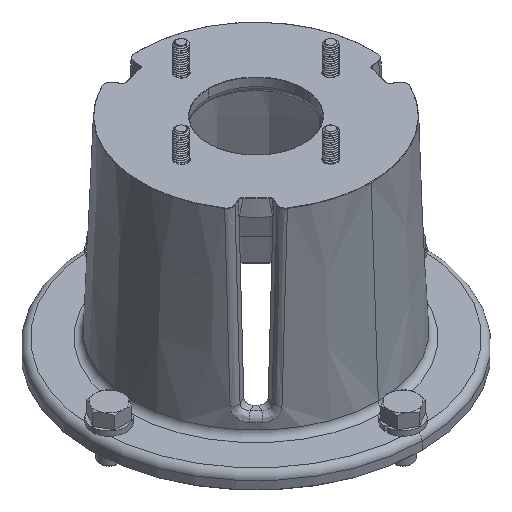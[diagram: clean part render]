
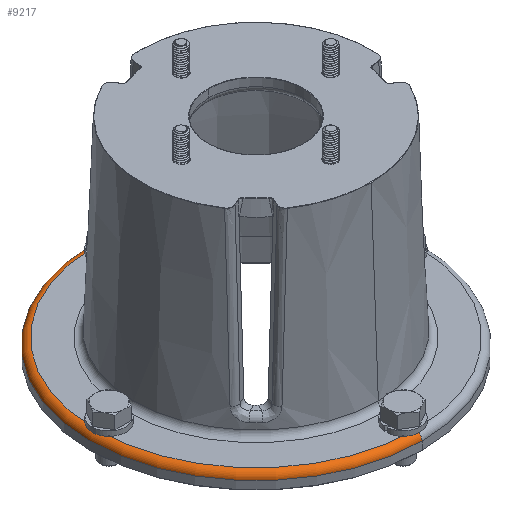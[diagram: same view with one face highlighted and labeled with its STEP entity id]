
A CAD part, isometric view. The second image highlights one B-rep face of the part: STEP entity #9217.
In plain terms, the highlighted toroidal (fillet/blend) face has major radius 81.026 mm and minor radius 3.302 mm.
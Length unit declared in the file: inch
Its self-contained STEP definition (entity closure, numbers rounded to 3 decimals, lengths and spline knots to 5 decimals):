
#550 = FACE_OUTER_BOUND ( 'NONE', #21582, .T. ) ;
#1048 = CIRCLE ( 'NONE', #26238, 0.13 ) ;
#2193 = AXIS2_PLACEMENT_3D ( 'NONE', #3258, #7780, #19304 ) ;
#2412 = CARTESIAN_POINT ( 'NONE',  ( 0., 0., 0.31 ) ) ;
#3258 = CARTESIAN_POINT ( 'NONE',  ( 0., 0., 0.18 ) ) ;
#4579 = EDGE_CURVE ( 'NONE', #18802, #8695, #8319, .T. ) ;
#4682 = DIRECTION ( 'NONE',  ( 0., 1., 0. ) ) ;
#5872 = CARTESIAN_POINT ( 'NONE',  ( 0., 0., 0.18 ) ) ;
#7738 = DIRECTION ( 'NONE',  ( -1., 0., 0. ) ) ;
#7780 = DIRECTION ( 'NONE',  ( 0., 0., -1. ) ) ;
#7843 = EDGE_CURVE ( 'NONE', #8695, #14139, #19389, .T. ) ;
#7991 = ORIENTED_EDGE ( 'NONE', *, *, #7843, .F. ) ;
#8200 = DIRECTION ( 'NONE',  ( 0., 1., 0. ) ) ;
#8319 = CIRCLE ( 'NONE', #28402, 0.13 ) ;
#8610 = ORIENTED_EDGE ( 'NONE', *, *, #4579, .F. ) ;
#8695 = VERTEX_POINT ( 'NONE', #10256 ) ;
#9217 = ADVANCED_FACE ( 'NONE', ( #550 ), #24122, .T. ) ;
#9961 = CIRCLE ( 'NONE', #17800, 3.19 ) ;
#10256 = CARTESIAN_POINT ( 'NONE',  ( 0., -3.32, 0.18 ) ) ;
#12959 = CARTESIAN_POINT ( 'NONE',  ( 0., -3.19, 0.18 ) ) ;
#14139 = VERTEX_POINT ( 'NONE', #19744 ) ;
#15296 = DIRECTION ( 'NONE',  ( 0., 1., 0. ) ) ;
#15558 = CARTESIAN_POINT ( 'NONE',  ( 0., 3.19, 0.31 ) ) ;
#16341 = EDGE_CURVE ( 'NONE', #16616, #18802, #9961, .T. ) ;
#16616 = VERTEX_POINT ( 'NONE', #15558 ) ;
#17800 = AXIS2_PLACEMENT_3D ( 'NONE', #2412, #18448, #4682 ) ;
#18448 = DIRECTION ( 'NONE',  ( 0., 0., 1. ) ) ;
#18802 = VERTEX_POINT ( 'NONE', #22939 ) ;
#19304 = DIRECTION ( 'NONE',  ( 0., 1., 0. ) ) ;
#19389 = CIRCLE ( 'NONE', #23995, 3.32 ) ;
#19744 = CARTESIAN_POINT ( 'NONE',  ( 0., 3.32, 0.18 ) ) ;
#21285 = ORIENTED_EDGE ( 'NONE', *, *, #27202, .T. ) ;
#21432 = CARTESIAN_POINT ( 'NONE',  ( 0., 3.19, 0.18 ) ) ;
#21582 = EDGE_LOOP ( 'NONE', ( #8610, #24791, #21285, #7991 ) ) ;
#21887 = DIRECTION ( 'NONE',  ( 0., 0., -1. ) ) ;
#22939 = CARTESIAN_POINT ( 'NONE',  ( 0., -3.19, 0.31 ) ) ;
#23720 = DIRECTION ( 'NONE',  ( 0., -1., 0. ) ) ;
#23995 = AXIS2_PLACEMENT_3D ( 'NONE', #5872, #21887, #8200 ) ;
#24122 = TOROIDAL_SURFACE ( 'NONE', #2193, 3.19, 0.13 ) ;
#24791 = ORIENTED_EDGE ( 'NONE', *, *, #16341, .F. ) ;
#26238 = AXIS2_PLACEMENT_3D ( 'NONE', #21432, #7738, #23720 ) ;
#27202 = EDGE_CURVE ( 'NONE', #16616, #14139, #1048, .T. ) ;
#28402 = AXIS2_PLACEMENT_3D ( 'NONE', #12959, #28976, #15296 ) ;
#28976 = DIRECTION ( 'NONE',  ( 1., 0., 0. ) ) ;
